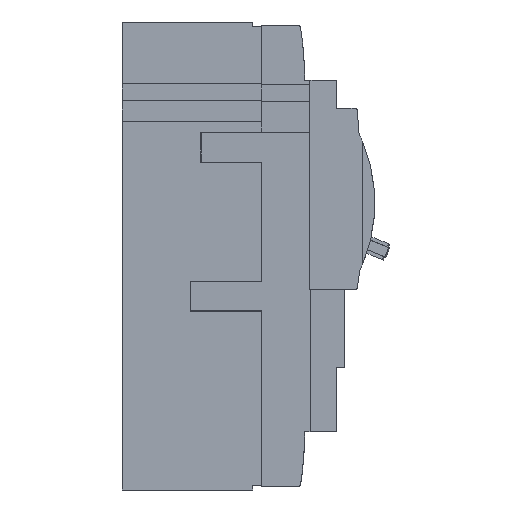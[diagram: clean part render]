
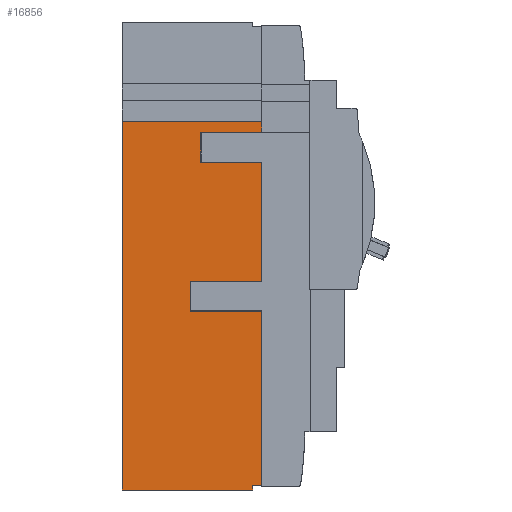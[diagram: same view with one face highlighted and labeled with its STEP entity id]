
A CAD part, left-side view. The second image highlights one B-rep face of the part: STEP entity #16856.
In plain terms, the highlighted planar face has unit normal (-1, 0, 0).
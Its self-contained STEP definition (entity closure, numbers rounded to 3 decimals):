
#11894=EDGE_CURVE('',#27436,#18532,#35098,.T.);
#12478=VERTEX_POINT('',#35741);
#12656=EDGE_CURVE('',#27436,#32822,#35938,.T.);
#14748=EDGE_CURVE('',#22280,#30838,#38219,.T.);
#15426=EDGE_CURVE('',#17068,#22280,#38950,.T.);
#15658=EDGE_CURVE('',#28344,#24052,#39204,.T.);
#15946=VERTEX_POINT('',#39539);
#16518=VERTEX_POINT('',#40172);
#16856=ADVANCED_FACE('',(#40545),#40546,.F.);
#17068=VERTEX_POINT('',#40779);
#18532=VERTEX_POINT('',#42402);
#18808=EDGE_CURVE('',#28344,#34756,#42704,.T.);
#20410=VERTEX_POINT('',#44459);
#21636=EDGE_CURVE('',#20410,#12478,#45807,.T.);
#22280=VERTEX_POINT('',#46505);
#24052=VERTEX_POINT('',#48435);
#24412=EDGE_CURVE('',#34756,#16518,#48826,.T.);
#27436=VERTEX_POINT('',#52144);
#28344=VERTEX_POINT('',#53137);
#28506=EDGE_CURVE('',#34250,#15946,#53315,.T.);
#28530=EDGE_CURVE('',#32822,#34250,#53342,.T.);
#29018=EDGE_CURVE('',#15946,#30838,#53872,.T.);
#29998=EDGE_CURVE('',#12478,#24052,#54943,.T.);
#30838=VERTEX_POINT('',#55864);
#32822=VERTEX_POINT('',#58042);
#33826=EDGE_CURVE('',#17068,#20410,#59146,.T.);
#34250=VERTEX_POINT('',#59602);
#34538=EDGE_CURVE('',#16518,#18532,#59921,.T.);
#34756=VERTEX_POINT('',#60155);
#35098=LINE('',#60627,#60628);
#35741=CARTESIAN_POINT('',(-87.45,-30.4,36.195));
#35938=LINE('',#61817,#61818);
#38219=LINE('',#65078,#65079);
#38950=LINE('',#66129,#66130);
#39204=LINE('',#66499,#66500);
#39539=CARTESIAN_POINT('',(-87.45,0.0,-90.505));
#40172=CARTESIAN_POINT('',(-87.45,-26.4,-21.305));
#40545=FACE_OUTER_BOUND('',#68513,.T.);
#40546=PLANE('',#68514);
#40779=CARTESIAN_POINT('',(-87.45,-53.999,47.795));
#42402=CARTESIAN_POINT('',(-87.45,-54.,-21.305));
#42704=LINE('',#71705,#71706);
#44459=CARTESIAN_POINT('',(-87.45,-30.4,47.795));
#45807=LINE('',#76211,#76212);
#46505=CARTESIAN_POINT('',(-87.45,-53.999,51.995));
#48435=CARTESIAN_POINT('',(-87.45,-54.,36.195));
#48826=LINE('',#80615,#80616);
#52144=CARTESIAN_POINT('',(-87.45,-54.,-88.905));
#53137=CARTESIAN_POINT('',(-87.45,-54.,-9.705));
#53315=LINE('',#87243,#87244);
#53342=LINE('',#87283,#87284);
#53872=LINE('',#88035,#88036);
#54943=LINE('',#89599,#89600);
#55864=CARTESIAN_POINT('',(-87.45,0.0,51.995));
#58042=CARTESIAN_POINT('',(-87.45,-50.5,-88.905));
#59146=LINE('',#95779,#95780);
#59602=CARTESIAN_POINT('',(-87.45,-50.5,-90.505));
#59921=LINE('',#96934,#96935);
#60155=CARTESIAN_POINT('',(-87.45,-26.4,-9.705));
#60627=CARTESIAN_POINT('',(-87.45,-54.,-43.521));
#60628=VECTOR('',#97558,1.0);
#61817=CARTESIAN_POINT('',(-87.45,-54.0,-88.905));
#61818=VECTOR('',#98481,1.0);
#65078=CARTESIAN_POINT('',(-87.45,-12.744,51.995));
#65079=VECTOR('',#100751,1.0);
#66129=CARTESIAN_POINT('',(-87.45,-53.999,26.979));
#66130=VECTOR('',#101431,1.0);
#66499=CARTESIAN_POINT('',(-87.45,-54.,-3.921));
#66500=VECTOR('',#101686,1.0);
#68513=EDGE_LOOP('',(#103375,#103376,#103377,#103378,#103379,#103380,#103381,#103382,#103383,#103384,#103385,#103386,#103387,#103388));
#68514=AXIS2_PLACEMENT_3D('',#103389,#103390,#103391);
#71705=CARTESIAN_POINT('',(-87.45,-54.0,-9.705));
#71706=VECTOR('',#105938,1.0);
#76211=CARTESIAN_POINT('',(-87.45,-30.4,47.795));
#76212=VECTOR('',#109312,1.0);
#80615=CARTESIAN_POINT('',(-87.45,-26.4,-9.705));
#80616=VECTOR('',#112290,1.0);
#87243=CARTESIAN_POINT('',(-87.45,-50.5,-90.505));
#87244=VECTOR('',#116977,1.0);
#87283=CARTESIAN_POINT('',(-87.45,-50.5,-88.905));
#87284=VECTOR('',#117016,1.0);
#88035=CARTESIAN_POINT('',(-87.45,0.0,-90.505));
#88036=VECTOR('',#117528,1.0);
#89599=CARTESIAN_POINT('',(-87.45,-30.4,36.195));
#89600=VECTOR('',#118562,1.0);
#95779=CARTESIAN_POINT('',(-87.45,-54.0,47.795));
#95780=VECTOR('',#123063,1.0);
#96934=CARTESIAN_POINT('',(-87.45,-26.4,-21.305));
#96935=VECTOR('',#123866,1.0);
#97558=DIRECTION('',(0.0,0.0,1.0));
#98481=DIRECTION('',(0.0,1.0,0.0));
#100751=DIRECTION('',(-0.0,1.0,0.0));
#101431=DIRECTION('',(0.0,0.0,1.0));
#101686=DIRECTION('',(0.0,0.0,1.0));
#103375=ORIENTED_EDGE('',*,*,#11894,.T.);
#103376=ORIENTED_EDGE('',*,*,#34538,.F.);
#103377=ORIENTED_EDGE('',*,*,#24412,.F.);
#103378=ORIENTED_EDGE('',*,*,#18808,.F.);
#103379=ORIENTED_EDGE('',*,*,#15658,.T.);
#103380=ORIENTED_EDGE('',*,*,#29998,.F.);
#103381=ORIENTED_EDGE('',*,*,#21636,.F.);
#103382=ORIENTED_EDGE('',*,*,#33826,.F.);
#103383=ORIENTED_EDGE('',*,*,#15426,.T.);
#103384=ORIENTED_EDGE('',*,*,#14748,.T.);
#103385=ORIENTED_EDGE('',*,*,#29018,.F.);
#103386=ORIENTED_EDGE('',*,*,#28506,.F.);
#103387=ORIENTED_EDGE('',*,*,#28530,.F.);
#103388=ORIENTED_EDGE('',*,*,#12656,.F.);
#103389=CARTESIAN_POINT('',(-87.45,-28.469,1.963));
#103390=DIRECTION('',(1.0,0.0,0.0));
#103391=DIRECTION('',(0.0,1.0,0.0));
#105938=DIRECTION('',(0.0,1.0,0.0));
#109312=DIRECTION('',(0.0,0.0,-1.0));
#112290=DIRECTION('',(0.0,0.0,-1.0));
#116977=DIRECTION('',(0.0,1.0,0.0));
#117016=DIRECTION('',(0.0,0.0,-1.0));
#117528=DIRECTION('',(0.0,0.0,1.0));
#118562=DIRECTION('',(0.0,-1.0,0.0));
#123063=DIRECTION('',(0.0,1.0,0.0));
#123866=DIRECTION('',(0.0,-1.0,0.0));
